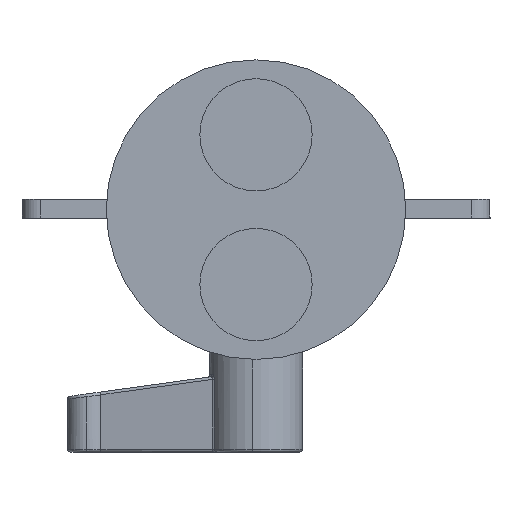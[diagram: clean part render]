
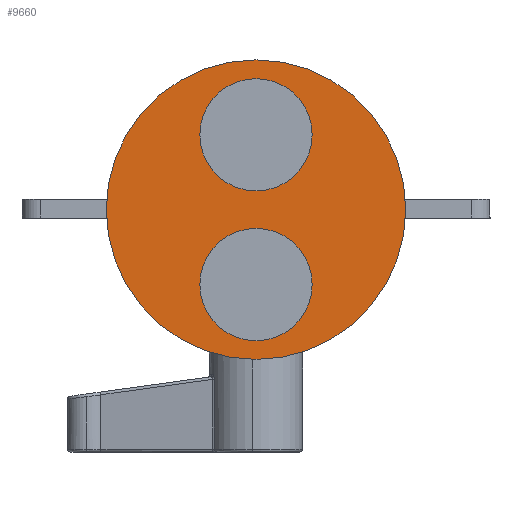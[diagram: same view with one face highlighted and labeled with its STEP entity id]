
A CAD part, front view. The second image highlights one B-rep face of the part: STEP entity #9660.
In plain terms, the highlighted planar face has unit normal (0, -1, 0).
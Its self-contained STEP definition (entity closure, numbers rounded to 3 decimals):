
#31 = ORIENTED_EDGE ( 'NONE', *, *, #12924, .F. ) ;
#659 = VERTEX_POINT ( 'NONE', #30840 ) ;
#1424 = VERTEX_POINT ( 'NONE', #6645 ) ;
#2249 = CARTESIAN_POINT ( 'NONE',  ( 5.089, -96.828, 191.9 ) ) ;
#2799 = EDGE_LOOP ( 'NONE', ( #36642, #9498 ) ) ;
#2853 = CIRCLE ( 'NONE', #17671, 6. ) ;
#3088 = DIRECTION ( 'NONE',  ( 0., 0., 1. ) ) ;
#4470 = CARTESIAN_POINT ( 'NONE',  ( 5.089, -96.828, 207.9 ) ) ;
#4605 = VERTEX_POINT ( 'NONE', #30142 ) ;
#4786 = CARTESIAN_POINT ( 'NONE',  ( 5.089, -96.828, 199.9 ) ) ;
#5107 = EDGE_CURVE ( 'NONE', #1424, #5951, #23711, .T. ) ;
#5951 = VERTEX_POINT ( 'NONE', #23035 ) ;
#6534 = AXIS2_PLACEMENT_3D ( 'NONE', #18137, #9366, #35614 ) ;
#6645 = CARTESIAN_POINT ( 'NONE',  ( 5.089, -96.828, 215.9 ) ) ;
#6946 = CARTESIAN_POINT ( 'NONE',  ( 5.089, -96.828, 199.9 ) ) ;
#7196 = DIRECTION ( 'NONE',  ( 0., 0., -1. ) ) ;
#7350 = PLANE ( 'NONE',  #23927 ) ;
#7546 = EDGE_CURVE ( 'NONE', #659, #20364, #17821, .T. ) ;
#7561 = DIRECTION ( 'NONE',  ( 0., 0., -1. ) ) ;
#8445 = EDGE_CURVE ( 'NONE', #4605, #27109, #14132, .T. ) ;
#9366 = DIRECTION ( 'NONE',  ( 0., 1., 0. ) ) ;
#9498 = ORIENTED_EDGE ( 'NONE', *, *, #23970, .F. ) ;
#9660 = ADVANCED_FACE ( 'NONE', ( #16702, #37669, #23532 ), #7350, .F. ) ;
#10403 = DIRECTION ( 'NONE',  ( 0., 0., -1. ) ) ;
#11408 = EDGE_CURVE ( 'NONE', #5951, #1424, #32849, .T. ) ;
#11682 = EDGE_LOOP ( 'NONE', ( #31, #32590 ) ) ;
#12813 = DIRECTION ( 'NONE',  ( 0., 1., 0. ) ) ;
#12924 = EDGE_CURVE ( 'NONE', #27109, #4605, #27249, .T. ) ;
#13216 = DIRECTION ( 'NONE',  ( 0., 1., 0. ) ) ;
#13407 = DIRECTION ( 'NONE',  ( 0., 0., -1. ) ) ;
#14132 = CIRCLE ( 'NONE', #36117, 6. ) ;
#14318 = CARTESIAN_POINT ( 'NONE',  ( 5.089, -96.828, 191.9 ) ) ;
#15395 = AXIS2_PLACEMENT_3D ( 'NONE', #4470, #24736, #13407 ) ;
#15964 = ORIENTED_EDGE ( 'NONE', *, *, #11408, .F. ) ;
#16702 = FACE_BOUND ( 'NONE', #11682, .T. ) ;
#17233 = DIRECTION ( 'NONE',  ( 0., -1., 0. ) ) ;
#17671 = AXIS2_PLACEMENT_3D ( 'NONE', #2249, #25675, #27969 ) ;
#17797 = AXIS2_PLACEMENT_3D ( 'NONE', #14318, #17233, #3088 ) ;
#17821 = CIRCLE ( 'NONE', #17797, 6. ) ;
#18137 = CARTESIAN_POINT ( 'NONE',  ( 5.089, -96.828, 199.9 ) ) ;
#20364 = VERTEX_POINT ( 'NONE', #23989 ) ;
#20927 = EDGE_LOOP ( 'NONE', ( #22328, #15964 ) ) ;
#22328 = ORIENTED_EDGE ( 'NONE', *, *, #5107, .F. ) ;
#23035 = CARTESIAN_POINT ( 'NONE',  ( 5.089, -96.828, 183.9 ) ) ;
#23532 = FACE_OUTER_BOUND ( 'NONE', #20927, .T. ) ;
#23711 = CIRCLE ( 'NONE', #6534, 16. ) ;
#23927 = AXIS2_PLACEMENT_3D ( 'NONE', #4786, #13216, #10403 ) ;
#23970 = EDGE_CURVE ( 'NONE', #20364, #659, #2853, .T. ) ;
#23989 = CARTESIAN_POINT ( 'NONE',  ( 5.089, -96.828, 185.9 ) ) ;
#24736 = DIRECTION ( 'NONE',  ( 0., -1., 0. ) ) ;
#25675 = DIRECTION ( 'NONE',  ( 0., -1., 0. ) ) ;
#27109 = VERTEX_POINT ( 'NONE', #28805 ) ;
#27249 = CIRCLE ( 'NONE', #15395, 6. ) ;
#27969 = DIRECTION ( 'NONE',  ( 0., 0., 1. ) ) ;
#28305 = CARTESIAN_POINT ( 'NONE',  ( 5.089, -96.828, 207.9 ) ) ;
#28805 = CARTESIAN_POINT ( 'NONE',  ( 5.089, -96.828, 201.9 ) ) ;
#30142 = CARTESIAN_POINT ( 'NONE',  ( 5.089, -96.828, 213.9 ) ) ;
#30840 = CARTESIAN_POINT ( 'NONE',  ( 5.089, -96.828, 197.9 ) ) ;
#32590 = ORIENTED_EDGE ( 'NONE', *, *, #8445, .F. ) ;
#32849 = CIRCLE ( 'NONE', #35161, 16. ) ;
#34193 = DIRECTION ( 'NONE',  ( 0., -1., 0. ) ) ;
#35161 = AXIS2_PLACEMENT_3D ( 'NONE', #6946, #12813, #7196 ) ;
#35614 = DIRECTION ( 'NONE',  ( 0., 0., -1. ) ) ;
#36117 = AXIS2_PLACEMENT_3D ( 'NONE', #28305, #34193, #7561 ) ;
#36642 = ORIENTED_EDGE ( 'NONE', *, *, #7546, .F. ) ;
#37669 = FACE_BOUND ( 'NONE', #2799, .T. ) ;
